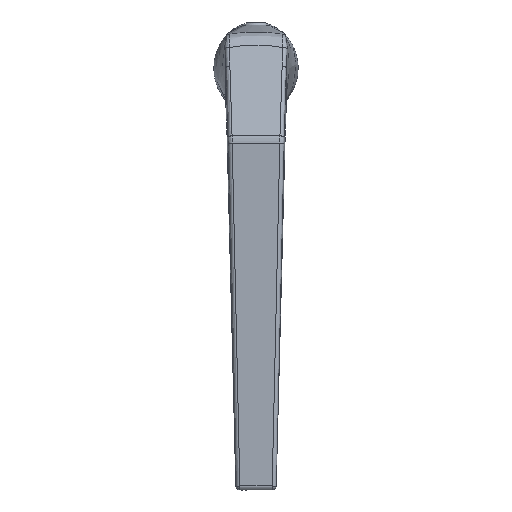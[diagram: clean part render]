
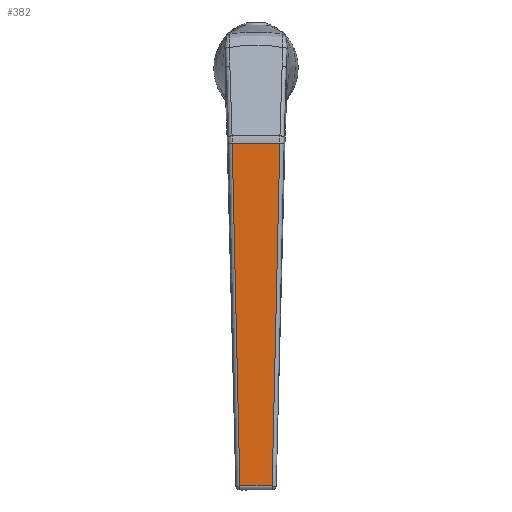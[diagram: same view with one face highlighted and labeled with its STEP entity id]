
A CAD part, left-side view. The second image highlights one B-rep face of the part: STEP entity #382.
In plain terms, the highlighted face is planar.
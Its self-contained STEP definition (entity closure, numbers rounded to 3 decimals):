
#89 = CARTESIAN_POINT ( 'NONE',  ( 104.001, 4., 59.901 ) ) ;
#373 = CARTESIAN_POINT ( 'NONE',  ( 61.332, 4.973, 59.951 ) ) ;
#382 = ADVANCED_FACE ( 'NONE', ( #7450 ), #5642, .F. ) ;
#509 = EDGE_LOOP ( 'NONE', ( #6432, #3714, #1066, #11685 ) ) ;
#722 = VERTEX_POINT ( 'NONE', #7662 ) ;
#1066 = ORIENTED_EDGE ( 'NONE', *, *, #8890, .T. ) ;
#1623 = DIRECTION ( 'NONE',  ( 0., -1., 0. ) ) ;
#1663 = CARTESIAN_POINT ( 'NONE',  ( 18.656, -5.925, 60.001 ) ) ;
#2617 = CARTESIAN_POINT ( 'NONE',  ( 32.881, -5.608, 59.984 ) ) ;
#2737 = CARTESIAN_POINT ( 'NONE',  ( 0.07, 0., 60.022 ) ) ;
#3133 = CARTESIAN_POINT ( 'NONE',  ( 104.001, 4.022, 59.901 ) ) ;
#3714 = ORIENTED_EDGE ( 'NONE', *, *, #10655, .T. ) ;
#4128 = CARTESIAN_POINT ( 'NONE',  ( 47.106, 5.291, 59.967 ) ) ;
#4260 = VERTEX_POINT ( 'NONE', #5232 ) ;
#4730 = CARTESIAN_POINT ( 'NONE',  ( 47.106, -5.291, 59.967 ) ) ;
#5232 = CARTESIAN_POINT ( 'NONE',  ( 104.001, -4.022, 59.901 ) ) ;
#5590 = CARTESIAN_POINT ( 'NONE',  ( 18.656, 5.925, 60.001 ) ) ;
#5642 = PLANE ( 'NONE',  #10770 ) ;
#5805 = VECTOR ( 'NONE', #1623, 1000. ) ;
#5945 = CARTESIAN_POINT ( 'NONE',  ( 89.778, 4.339, 59.918 ) ) ;
#6148 = VERTEX_POINT ( 'NONE', #5590 ) ;
#6372 = VERTEX_POINT ( 'NONE', #3133 ) ;
#6432 = ORIENTED_EDGE ( 'NONE', *, *, #9927, .T. ) ;
#6511 = CARTESIAN_POINT ( 'NONE',  ( 61.332, -4.973, 59.951 ) ) ;
#6828 = CARTESIAN_POINT ( 'NONE',  ( 75.555, 4.656, 59.934 ) ) ;
#6921 = CARTESIAN_POINT ( 'NONE',  ( 18.656, 5.925, 60.001 ) ) ;
#7347 = DIRECTION ( 'NONE',  ( -0.001, 0., -1. ) ) ;
#7354 = DIRECTION ( 'NONE',  ( 0., 1., 0. ) ) ;
#7450 = FACE_OUTER_BOUND ( 'NONE', #509, .T. ) ;
#7662 = CARTESIAN_POINT ( 'NONE',  ( 18.656, -5.925, 60.001 ) ) ;
#7779 = CARTESIAN_POINT ( 'NONE',  ( 104.001, 4.022, 59.901 ) ) ;
#8012 = B_SPLINE_CURVE_WITH_KNOTS ( 'NONE', 3,
 ( #1663, #2617, #4730, #6511, #10158, #10270, #12026 ),
 .UNSPECIFIED., .F., .F.,
 ( 4, 3, 4 ),
 ( 0.001, 0.044, 0.086 ),
 .UNSPECIFIED. ) ;
#8045 = CARTESIAN_POINT ( 'NONE',  ( 18.656, 0., 60.001 ) ) ;
#8747 = CARTESIAN_POINT ( 'NONE',  ( 32.881, 5.608, 59.984 ) ) ;
#8890 = EDGE_CURVE ( 'NONE', #6372, #6148, #9514, .T. ) ;
#9006 = VECTOR ( 'NONE', #7354, 1000. ) ;
#9514 = B_SPLINE_CURVE_WITH_KNOTS ( 'NONE', 3,
 ( #7779, #5945, #6828, #373, #4128, #8747, #6921 ),
 .UNSPECIFIED., .F., .F.,
 ( 4, 3, 4 ),
 ( 0.001, 0.044, 0.086 ),
 .UNSPECIFIED. ) ;
#9819 = EDGE_CURVE ( 'NONE', #6148, #722, #11176, .T. ) ;
#9927 = EDGE_CURVE ( 'NONE', #722, #4260, #8012, .T. ) ;
#10158 = CARTESIAN_POINT ( 'NONE',  ( 75.555, -4.656, 59.934 ) ) ;
#10174 = DIRECTION ( 'NONE',  ( -1., 0., 0.001 ) ) ;
#10270 = CARTESIAN_POINT ( 'NONE',  ( 89.778, -4.339, 59.918 ) ) ;
#10655 = EDGE_CURVE ( 'NONE', #4260, #6372, #11456, .T. ) ;
#10770 = AXIS2_PLACEMENT_3D ( 'NONE', #2737, #7347, #10174 ) ;
#11176 = LINE ( 'NONE', #8045, #5805 ) ;
#11456 = LINE ( 'NONE', #89, #9006 ) ;
#11685 = ORIENTED_EDGE ( 'NONE', *, *, #9819, .T. ) ;
#12026 = CARTESIAN_POINT ( 'NONE',  ( 104.001, -4.022, 59.901 ) ) ;
